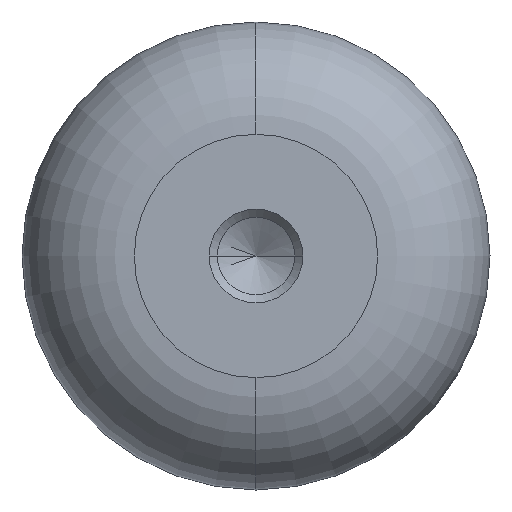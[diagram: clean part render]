
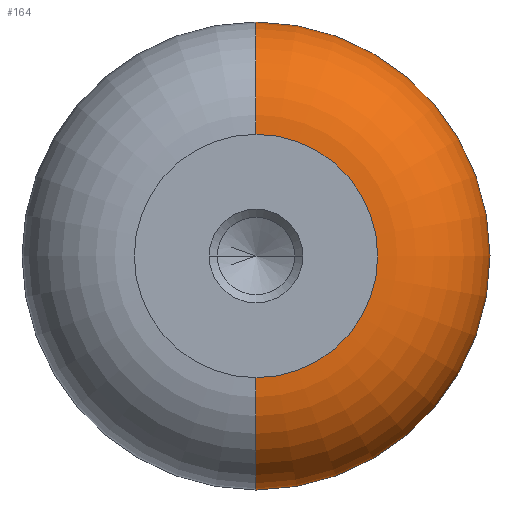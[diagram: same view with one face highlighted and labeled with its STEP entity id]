
A CAD part, left-side view. The second image highlights one B-rep face of the part: STEP entity #164.
In plain terms, the highlighted toroidal (fillet/blend) face has major radius 6.5 mm and minor radius 6 mm.
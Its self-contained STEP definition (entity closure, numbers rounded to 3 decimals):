
#164=ADVANCED_FACE('',(#442),#443,.T.);
#176=EDGE_CURVE('',#314,#326,#455,.T.);
#184=EDGE_CURVE('',#232,#206,#463,.T.);
#206=VERTEX_POINT('',#487);
#232=VERTEX_POINT('',#520);
#266=EDGE_CURVE('',#206,#314,#560,.T.);
#314=VERTEX_POINT('',#613);
#326=VERTEX_POINT('',#625);
#378=EDGE_CURVE('',#232,#326,#683,.T.);
#442=FACE_OUTER_BOUND('',#743,.T.);
#443=TOROIDAL_SURFACE('',#744,6.5,6.0);
#455=CIRCLE('',#759,6.0);
#463=CIRCLE('',#772,6.0);
#487=CARTESIAN_POINT('',(-25.0,0.,6.5));
#520=CARTESIAN_POINT('',(-19.0,0.,12.5));
#560=CIRCLE('',#892,6.5);
#613=CARTESIAN_POINT('',(-25.0,0.,-6.5));
#625=CARTESIAN_POINT('',(-19.0,0.,-12.5));
#683=CIRCLE('',#1050,12.5);
#743=EDGE_LOOP('',(#1115,#1116,#1117,#1118));
#744=AXIS2_PLACEMENT_3D('',#1119,#1120,#1121);
#759=AXIS2_PLACEMENT_3D('',#1128,#1129,#1130);
#772=AXIS2_PLACEMENT_3D('',#1138,#1139,#1140);
#892=AXIS2_PLACEMENT_3D('',#1287,#1288,#1289);
#1050=AXIS2_PLACEMENT_3D('',#1446,#1447,#1448);
#1115=ORIENTED_EDGE('',*,*,#378,.F.);
#1116=ORIENTED_EDGE('',*,*,#184,.T.);
#1117=ORIENTED_EDGE('',*,*,#266,.T.);
#1118=ORIENTED_EDGE('',*,*,#176,.T.);
#1119=CARTESIAN_POINT('',(-19.0,0.0,0.0));
#1120=DIRECTION('',(1.0,0.0,0.0));
#1121=DIRECTION('',(0.0,0.0,-1.0));
#1128=CARTESIAN_POINT('',(-19.0,0.,-6.5));
#1129=DIRECTION('',(0.0,-1.0,0.));
#1130=DIRECTION('',(0.0,0.,-1.0));
#1138=CARTESIAN_POINT('',(-19.0,0.,6.5));
#1139=DIRECTION('',(0.0,-1.0,0.));
#1140=DIRECTION('',(0.0,0.,1.0));
#1287=CARTESIAN_POINT('',(-25.0,0.0,0.0));
#1288=DIRECTION('',(1.0,0.0,0.0));
#1289=DIRECTION('',(0.0,1.0,0.0));
#1446=CARTESIAN_POINT('',(-19.0,0.0,0.0));
#1447=DIRECTION('',(1.0,0.0,0.0));
#1448=DIRECTION('',(0.0,0.0,-1.0));
